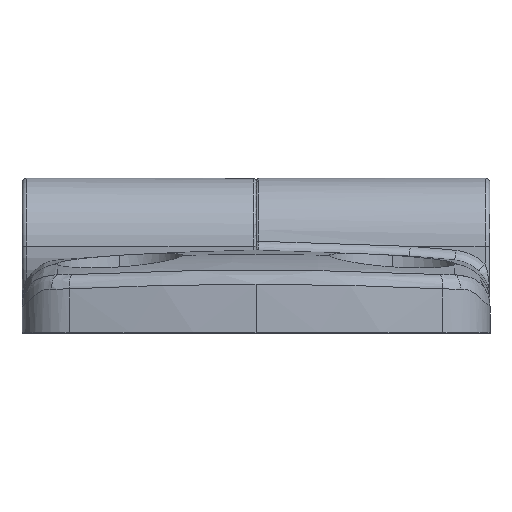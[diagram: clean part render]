
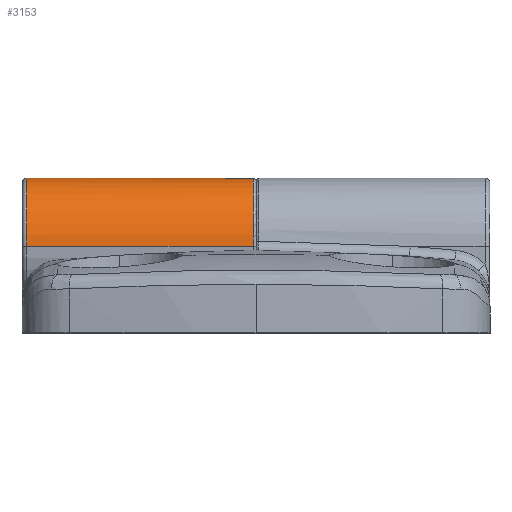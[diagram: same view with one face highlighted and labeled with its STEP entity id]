
A CAD part, top view. The second image highlights one B-rep face of the part: STEP entity #3153.
In plain terms, the highlighted cylindrical face has radius 7 mm (diameter 14 mm), a partial arc.
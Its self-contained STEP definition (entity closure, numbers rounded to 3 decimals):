
#100 = EDGE_LOOP ( 'NONE', ( #869, #912, #1112, #1123, #1200 ) ) ;
#102 = DIRECTION ( 'NONE',  ( -1., 0., 0. ) ) ;
#112 = CARTESIAN_POINT ( 'NONE',  ( 24., 8.9, 7. ) ) ;
#210 = AXIS2_PLACEMENT_3D ( 'NONE', #340, #335, #328 ) ;
#219 = CARTESIAN_POINT ( 'NONE',  ( -23.5, 8.9, 7. ) ) ;
#328 = DIRECTION ( 'NONE',  ( 0., 0., -1. ) ) ;
#335 = DIRECTION ( 'NONE',  ( -1., 0., 0. ) ) ;
#339 = VECTOR ( 'NONE', #102, 1000. ) ;
#340 = CARTESIAN_POINT ( 'NONE',  ( -0.3, 8.9, 0. ) ) ;
#355 = VERTEX_POINT ( 'NONE', #1400 ) ;
#639 = CIRCLE ( 'NONE', #210, 7. ) ;
#669 = VERTEX_POINT ( 'NONE', #2508 ) ;
#699 = DIRECTION ( 'NONE',  ( 0., 0., 1. ) ) ;
#704 = DIRECTION ( 'NONE',  ( -1., 0., 0. ) ) ;
#764 = CARTESIAN_POINT ( 'NONE',  ( 24., 8.9, 0. ) ) ;
#869 = ORIENTED_EDGE ( 'NONE', *, *, #1939, .F. ) ;
#912 = ORIENTED_EDGE ( 'NONE', *, *, #1833, .T. ) ;
#1112 = ORIENTED_EDGE ( 'NONE', *, *, #1142, .T. ) ;
#1123 = ORIENTED_EDGE ( 'NONE', *, *, #1375, .T. ) ;
#1142 = EDGE_CURVE ( 'NONE', #1306, #669, #2604, .T. ) ;
#1181 = LINE ( 'NONE', #112, #339 ) ;
#1200 = ORIENTED_EDGE ( 'NONE', *, *, #1478, .T. ) ;
#1306 = VERTEX_POINT ( 'NONE', #2303 ) ;
#1359 = VERTEX_POINT ( 'NONE', #2230 ) ;
#1373 = FACE_OUTER_BOUND ( 'NONE', #100, .T. ) ;
#1375 = EDGE_CURVE ( 'NONE', #669, #1359, #2039, .T. ) ;
#1400 = CARTESIAN_POINT ( 'NONE',  ( -0.3, 8.9, 7. ) ) ;
#1478 = EDGE_CURVE ( 'NONE', #1359, #3309, #1690, .T. ) ;
#1608 = DIRECTION ( 'NONE',  ( 0., 0., 1. ) ) ;
#1612 = DIRECTION ( 'NONE',  ( 1., 0., 0. ) ) ;
#1614 = CARTESIAN_POINT ( 'NONE',  ( -23.5, 8.9, 0. ) ) ;
#1690 = CIRCLE ( 'NONE', #3079, 7. ) ;
#1833 = EDGE_CURVE ( 'NONE', #355, #1306, #639, .T. ) ;
#1939 = EDGE_CURVE ( 'NONE', #355, #3309, #1181, .T. ) ;
#1952 = VECTOR ( 'NONE', #2213, 1000. ) ;
#2039 = LINE ( 'NONE', #2221, #1952 ) ;
#2126 = CYLINDRICAL_SURFACE ( 'NONE', #3195, 7. ) ;
#2186 = CARTESIAN_POINT ( 'NONE',  ( -15.819, 8.9, -7. ) ) ;
#2190 = CARTESIAN_POINT ( 'NONE',  ( -13.235, 9.071, -7. ) ) ;
#2192 = CARTESIAN_POINT ( 'NONE',  ( -8.064, 9.329, -6.988 ) ) ;
#2213 = DIRECTION ( 'NONE',  ( -1., 0., 0. ) ) ;
#2221 = CARTESIAN_POINT ( 'NONE',  ( 24., 8.9, -7. ) ) ;
#2230 = CARTESIAN_POINT ( 'NONE',  ( -23.5, 8.9, -7. ) ) ;
#2303 = CARTESIAN_POINT ( 'NONE',  ( -0.3, 9.423, -6.98 ) ) ;
#2508 = CARTESIAN_POINT ( 'NONE',  ( -15.819, 8.9, -7. ) ) ;
#2604 = B_SPLINE_CURVE_WITH_KNOTS ( 'NONE', 3,
 ( #2981, #2984, #2192, #2190, #2186 ),
 .UNSPECIFIED., .F., .F.,
 ( 4, 1, 4 ),
 ( 0.016, 0.024, 0.032 ),
 .UNSPECIFIED. ) ;
#2981 = CARTESIAN_POINT ( 'NONE',  ( -0.3, 9.423, -6.98 ) ) ;
#2984 = CARTESIAN_POINT ( 'NONE',  ( -2.889, 9.42, -6.981 ) ) ;
#3079 = AXIS2_PLACEMENT_3D ( 'NONE', #1614, #1612, #1608 ) ;
#3153 = ADVANCED_FACE ( 'NONE', ( #1373 ), #2126, .T. ) ;
#3195 = AXIS2_PLACEMENT_3D ( 'NONE', #764, #704, #699 ) ;
#3309 = VERTEX_POINT ( 'NONE', #219 ) ;
